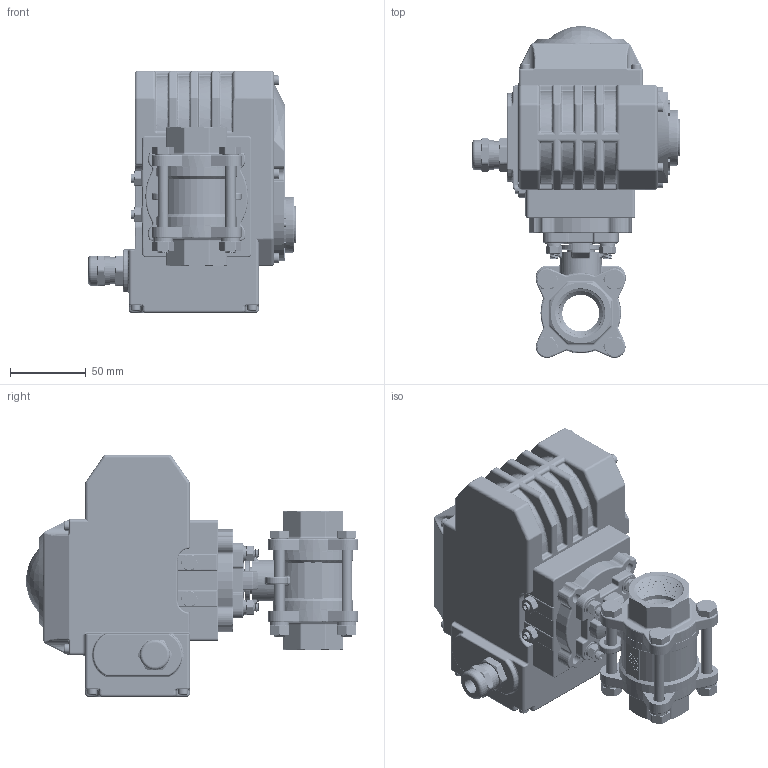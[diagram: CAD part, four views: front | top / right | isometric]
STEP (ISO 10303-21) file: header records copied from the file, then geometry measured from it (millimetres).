
FILE_DESCRIPTION (( 'STEP AP214' ), '1' );
FILE_NAME ('E1.STEP', '2019-02-14T17:48:45', ( '' ), ( '' ), 'SwSTEP 2.0', 'SolidWorks 2016', '' );
FILE_SCHEMA (( 'AUTOMOTIVE_DESIGN' ));
Length unit declared in the file: millimetre
Products named in the file (1): E1
Bounding box: 137.25 x 219.37 x 160 mm (x, y, z)
Volume: 1494879.7 mm3; surface area: 189301.3 mm2
Topology: 45 solids, 45 shells, 3368 faces, 8862 edges, 5617 vertices
Faces by surface type: cylinder 1353, plane 865, bspline 386, cone 352, torus 257, sphere 155
Entity records: 236890 total; most frequent: CARTESIAN_POINT 122776, ORIENTED_EDGE 17520, DIRECTION 14448, EDGE_CURVE 8760, VERTEX_POINT 5616, AXIS2_PLACEMENT_3D 5583, EDGE_LOOP 3592, UNCERTAINTY_MEASURE_WITH_UNIT 3415
